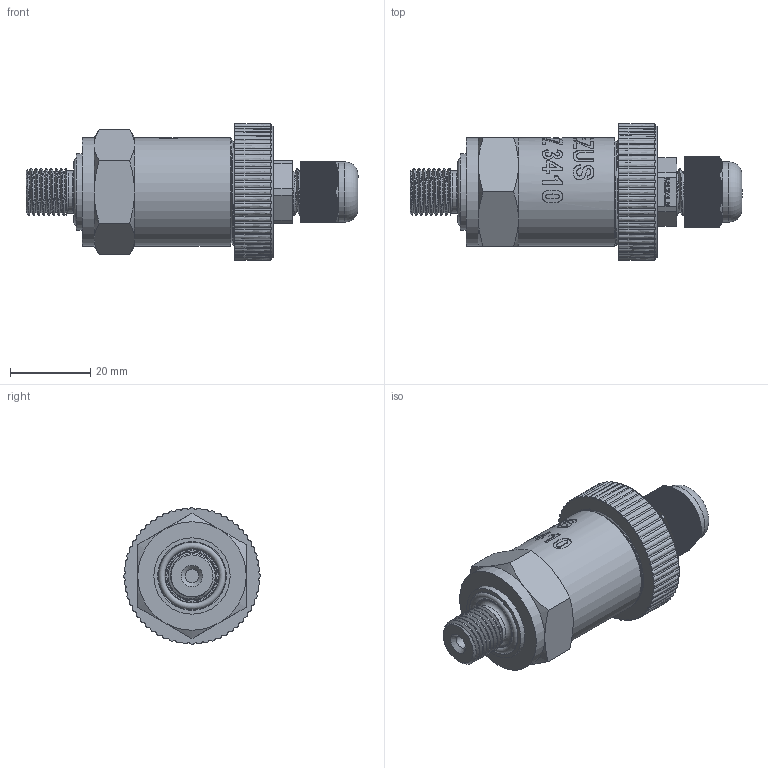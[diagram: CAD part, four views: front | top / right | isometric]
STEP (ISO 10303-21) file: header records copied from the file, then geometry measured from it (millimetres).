
FILE_DESCRIPTION(/* description */ (''),/* implementation_level */ '2;1');
FILE_NAME(/* name */ 'APZ3410_12_CableGland.step',/* time_stamp */ '2021-06-17T12:40:21+03:00',/* author */ (''),/* organization */ (''),/* preprocessor_version */ 'ST-DEVELOPER v18.1',/* originating_system */ 'Autodesk Translation Framework v10.9.0.1377',/* authorisation */ '');
FILE_SCHEMA (('AUTOMOTIVE_DESIGN { 1 0 10303 214 3 1 1 }'));
Products named in the file (8): APZ3410_x_y; OMAL nut M27x1.5 v8; Ш100.000.001 v4; M12x1.5 Cable gland v4; Cable gland; Rubber gasket; M12 Domed nut; M12x1,25 DIN
Assembly tree (7 placements, depth 3):
  APZ3410_x_y
    OMAL nut M27x1.5 v8
    Ш100.000.001 v4
    M12x1.5 Cable gland v4
      Cable gland
      Rubber gasket
      M12 Domed nut
    M12x1,25 DIN
Bounding box: 82.65 x 34 x 34 mm (x, y, z)
Volume: 35534.3 mm3; surface area: 16324.4 mm2
Topology: 7 solids, 7 shells, 2682 faces, 7866 edges, 5244 vertices
Faces by surface type: plane 1481, cylinder 782, bspline 383, cone 27, torus 8, sphere 1
Full cylindrical faces by diameter (mm): 1 x6, 3.3 x1, 7.5 x1, 8 x1, 9.976 x5, 10 x6, 10.376 x4, 10.438 x7, 10.5 x1, 10.526 x3, 11.6 x4, 11.866 x7, 12 x5, 12.203 x3, 12.6 x1, 13.5 x1, 15 x1, 16.7 x1, 17 x1, 19 x1, 21.4 x2, 22.3 x1, 24.5 x1, 25.132 x4, 25.526 x4, 26.85 x3, 27 x2, 27.208 x5
Entity records: 113596 total; most frequent: CARTESIAN_POINT 45394, ORIENTED_EDGE 15732, DIRECTION 12317, EDGE_CURVE 7866, VERTEX_POINT 5244, LINE 4269, VECTOR 4269, AXIS2_PLACEMENT_3D 4024
